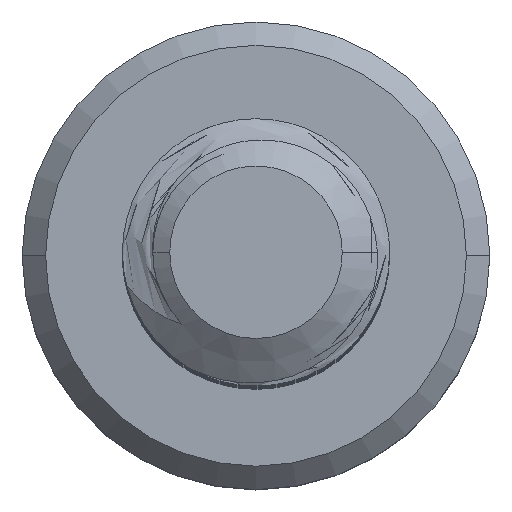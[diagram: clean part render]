
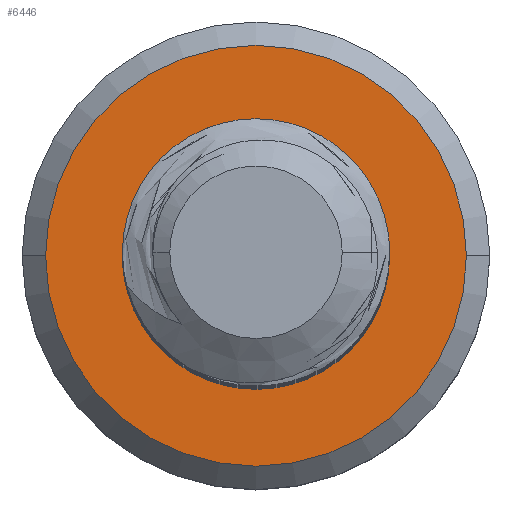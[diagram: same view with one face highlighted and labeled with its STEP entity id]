
A CAD part, top view. The second image highlights one B-rep face of the part: STEP entity #6446.
In plain terms, the highlighted planar face has unit normal (0, 0, 1).
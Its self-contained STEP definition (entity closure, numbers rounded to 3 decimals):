
#178 = VERTEX_POINT ( 'NONE', #4684 ) ;
#233 = DIRECTION ( 'NONE',  ( 0., 0., 1. ) ) ;
#345 = DIRECTION ( 'NONE',  ( -1., 0., 0. ) ) ;
#349 = CARTESIAN_POINT ( 'NONE',  ( -1.736, -0.864, -30. ) ) ;
#438 = CARTESIAN_POINT ( 'NONE',  ( 0.7, 1.612, -30. ) ) ;
#445 = EDGE_LOOP ( 'NONE', ( #1846, #4081, #8623, #5753, #3691, #6312 ) ) ;
#450 = CARTESIAN_POINT ( 'NONE',  ( 0.566, -1.563, -30. ) ) ;
#581 = VERTEX_POINT ( 'NONE', #8261 ) ;
#680 = CARTESIAN_POINT ( 'NONE',  ( 0.717, -1.477, -30. ) ) ;
#771 = EDGE_CURVE ( 'NONE', #4928, #1340, #3996, .T. ) ;
#814 = CARTESIAN_POINT ( 'NONE',  ( 0., 0., -30. ) ) ;
#910 = CIRCLE ( 'NONE', #2196, 3.15 ) ;
#1170 = CARTESIAN_POINT ( 'NONE',  ( -1.988, -0.214, -30. ) ) ;
#1297 = AXIS2_PLACEMENT_3D ( 'NONE', #2570, #8399, #9211 ) ;
#1340 = VERTEX_POINT ( 'NONE', #4595 ) ;
#1679 = B_SPLINE_CURVE_WITH_KNOTS ( 'NONE', 3,
 ( #6456, #9777, #5663, #680, #450, #2113, #2202, #7948, #7051, #9527, #2087, #7087, #3773, #6308, #349, #2082, #2927, #1170 ),
 .UNSPECIFIED., .F., .F.,
 ( 4, 2, 2, 2, 2, 2, 2, 2, 4 ),
 ( 0., 0.001, 0.001, 0.002, 0.002, 0.003, 0.003, 0.004, 0.004 ),
 .UNSPECIFIED. ) ;
#1714 = FACE_BOUND ( 'NONE', #445, .T. ) ;
#1832 = EDGE_LOOP ( 'NONE', ( #9156, #9524 ) ) ;
#1846 = ORIENTED_EDGE ( 'NONE', *, *, #771, .F. ) ;
#1970 = FACE_OUTER_BOUND ( 'NONE', #1832, .T. ) ;
#2070 = CIRCLE ( 'NONE', #6606, 1.545 ) ;
#2082 = CARTESIAN_POINT ( 'NONE',  ( -1.893, -0.553, -30. ) ) ;
#2087 = CARTESIAN_POINT ( 'NONE',  ( -0.964, -1.56, -30. ) ) ;
#2113 = CARTESIAN_POINT ( 'NONE',  ( 0.236, -1.687, -30. ) ) ;
#2139 = CARTESIAN_POINT ( 'NONE',  ( 1.2, -0.974, -30. ) ) ;
#2196 = AXIS2_PLACEMENT_3D ( 'NONE', #5251, #8627, #3607 ) ;
#2198 = CIRCLE ( 'NONE', #7381, 1.545 ) ;
#2202 = CARTESIAN_POINT ( 'NONE',  ( 0.064, -1.719, -30. ) ) ;
#2253 = CARTESIAN_POINT ( 'NONE',  ( -0.825, 1.734, -30. ) ) ;
#2359 = DIRECTION ( 'NONE',  ( 0., 0., -1. ) ) ;
#2444 = CARTESIAN_POINT ( 'NONE',  ( 1.54, 0.342, -30. ) ) ;
#2559 = CARTESIAN_POINT ( 'NONE',  ( 3.15, 0., -30. ) ) ;
#2570 = CARTESIAN_POINT ( 'NONE',  ( 0., 0., -30. ) ) ;
#2643 = DIRECTION ( 'NONE',  ( 0., 0., -1. ) ) ;
#2809 = EDGE_CURVE ( 'NONE', #581, #4962, #6525, .T. ) ;
#2819 = CARTESIAN_POINT ( 'NONE',  ( 0., 0., -30. ) ) ;
#2927 = CARTESIAN_POINT ( 'NONE',  ( -1.952, -0.387, -30. ) ) ;
#2981 = CARTESIAN_POINT ( 'NONE',  ( 1.319, 1.002, -30. ) ) ;
#3224 = DIRECTION ( 'NONE',  ( 0., 0., 1. ) ) ;
#3309 = EDGE_CURVE ( 'NONE', #4962, #581, #910, .T. ) ;
#3320 = CARTESIAN_POINT ( 'NONE',  ( 1.536, 0.166, -30. ) ) ;
#3478 = EDGE_CURVE ( 'NONE', #4928, #4276, #3611, .T. ) ;
#3504 = AXIS2_PLACEMENT_3D ( 'NONE', #6473, #3224, #6519 ) ;
#3607 = DIRECTION ( 'NONE',  ( -1., 0., 0. ) ) ;
#3611 = B_SPLINE_CURVE_WITH_KNOTS ( 'NONE', 3,
 ( #10488, #6352, #10453, #5518, #2253, #8911, #3930, #9570, #8768, #4756, #438, #10417, #7966, #2981, #5678, #8117, #2444, #4790 ),
 .UNSPECIFIED., .F., .F.,
 ( 4, 2, 2, 2, 2, 2, 2, 2, 4 ),
 ( 0., 0.001, 0.001, 0.002, 0.002, 0.003, 0.003, 0.004, 0.004 ),
 .UNSPECIFIED. ) ;
#3691 = ORIENTED_EDGE ( 'NONE', *, *, #4831, .T. ) ;
#3717 = EDGE_CURVE ( 'NONE', #4276, #178, #2070, .T. ) ;
#3773 = CARTESIAN_POINT ( 'NONE',  ( -1.401, -1.268, -30. ) ) ;
#3930 = CARTESIAN_POINT ( 'NONE',  ( -0.31, 1.839, -30. ) ) ;
#3996 = CIRCLE ( 'NONE', #1297, 2. ) ;
#4024 = CARTESIAN_POINT ( 'NONE',  ( 0., 0., -30. ) ) ;
#4033 = CIRCLE ( 'NONE', #3504, 2. ) ;
#4081 = ORIENTED_EDGE ( 'NONE', *, *, #3478, .T. ) ;
#4276 = VERTEX_POINT ( 'NONE', #3320 ) ;
#4544 = CARTESIAN_POINT ( 'NONE',  ( -1.988, -0.214, -30. ) ) ;
#4595 = CARTESIAN_POINT ( 'NONE',  ( -2., 0., -30. ) ) ;
#4684 = CARTESIAN_POINT ( 'NONE',  ( 1.545, 0., -30. ) ) ;
#4756 = CARTESIAN_POINT ( 'NONE',  ( 0.543, 1.692, -30. ) ) ;
#4790 = CARTESIAN_POINT ( 'NONE',  ( 1.536, 0.166, -30. ) ) ;
#4831 = EDGE_CURVE ( 'NONE', #9006, #4856, #1679, .T. ) ;
#4856 = VERTEX_POINT ( 'NONE', #4544 ) ;
#4928 = VERTEX_POINT ( 'NONE', #7094 ) ;
#4962 = VERTEX_POINT ( 'NONE', #2559 ) ;
#5251 = CARTESIAN_POINT ( 'NONE',  ( 0., 0., -30. ) ) ;
#5518 = CARTESIAN_POINT ( 'NONE',  ( -0.988, 1.668, -30. ) ) ;
#5619 = DIRECTION ( 'NONE',  ( 1., 0., 0. ) ) ;
#5663 = CARTESIAN_POINT ( 'NONE',  ( 0.991, -1.254, -30. ) ) ;
#5678 = CARTESIAN_POINT ( 'NONE',  ( 1.401, 0.849, -30. ) ) ;
#5753 = ORIENTED_EDGE ( 'NONE', *, *, #10087, .T. ) ;
#6308 = CARTESIAN_POINT ( 'NONE',  ( -1.636, -1.012, -30. ) ) ;
#6312 = ORIENTED_EDGE ( 'NONE', *, *, #8316, .F. ) ;
#6352 = CARTESIAN_POINT ( 'NONE',  ( -1.429, 1.386, -30. ) ) ;
#6446 = ADVANCED_FACE ( 'NONE', ( #1970, #1714 ), #9033, .F. ) ;
#6456 = CARTESIAN_POINT ( 'NONE',  ( 1.2, -0.974, -30. ) ) ;
#6473 = CARTESIAN_POINT ( 'NONE',  ( 0., 0., -30. ) ) ;
#6519 = DIRECTION ( 'NONE',  ( 1., 0., 0. ) ) ;
#6525 = CIRCLE ( 'NONE', #7905, 3.15 ) ;
#6606 = AXIS2_PLACEMENT_3D ( 'NONE', #9309, #2643, #8469 ) ;
#7051 = CARTESIAN_POINT ( 'NONE',  ( -0.462, -1.715, -30. ) ) ;
#7087 = CARTESIAN_POINT ( 'NONE',  ( -1.263, -1.381, -30. ) ) ;
#7094 = CARTESIAN_POINT ( 'NONE',  ( -1.553, 1.261, -30. ) ) ;
#7381 = AXIS2_PLACEMENT_3D ( 'NONE', #4024, #2359, #5619 ) ;
#7454 = DIRECTION ( 'NONE',  ( 0., 0., -1. ) ) ;
#7897 = AXIS2_PLACEMENT_3D ( 'NONE', #814, #7454, #9100 ) ;
#7905 = AXIS2_PLACEMENT_3D ( 'NONE', #2819, #233, #345 ) ;
#7948 = CARTESIAN_POINT ( 'NONE',  ( -0.287, -1.733, -30. ) ) ;
#7966 = CARTESIAN_POINT ( 'NONE',  ( 1.109, 1.284, -30. ) ) ;
#8117 = CARTESIAN_POINT ( 'NONE',  ( 1.514, 0.515, -30. ) ) ;
#8261 = CARTESIAN_POINT ( 'NONE',  ( -3.15, 0., -30. ) ) ;
#8316 = EDGE_CURVE ( 'NONE', #1340, #4856, #4033, .T. ) ;
#8399 = DIRECTION ( 'NONE',  ( 0., 0., 1. ) ) ;
#8469 = DIRECTION ( 'NONE',  ( 1., 0., 0. ) ) ;
#8623 = ORIENTED_EDGE ( 'NONE', *, *, #3717, .T. ) ;
#8627 = DIRECTION ( 'NONE',  ( 0., 0., 1. ) ) ;
#8768 = CARTESIAN_POINT ( 'NONE',  ( 0.213, 1.802, -30. ) ) ;
#8911 = CARTESIAN_POINT ( 'NONE',  ( -0.487, 1.819, -30. ) ) ;
#9006 = VERTEX_POINT ( 'NONE', #2139 ) ;
#9033 = PLANE ( 'NONE',  #7897 ) ;
#9100 = DIRECTION ( 'NONE',  ( -1., 0., 0. ) ) ;
#9156 = ORIENTED_EDGE ( 'NONE', *, *, #2809, .T. ) ;
#9211 = DIRECTION ( 'NONE',  ( 1., 0., 0. ) ) ;
#9309 = CARTESIAN_POINT ( 'NONE',  ( 0., 0., -30. ) ) ;
#9524 = ORIENTED_EDGE ( 'NONE', *, *, #3309, .T. ) ;
#9527 = CARTESIAN_POINT ( 'NONE',  ( -0.801, -1.628, -30. ) ) ;
#9570 = CARTESIAN_POINT ( 'NONE',  ( 0.037, 1.831, -30. ) ) ;
#9777 = CARTESIAN_POINT ( 'NONE',  ( 1.106, -1.124, -30. ) ) ;
#10087 = EDGE_CURVE ( 'NONE', #178, #9006, #2198, .T. ) ;
#10417 = CARTESIAN_POINT ( 'NONE',  ( 0.984, 1.407, -30. ) ) ;
#10453 = CARTESIAN_POINT ( 'NONE',  ( -1.291, 1.493, -30. ) ) ;
#10488 = CARTESIAN_POINT ( 'NONE',  ( -1.553, 1.261, -30. ) ) ;
